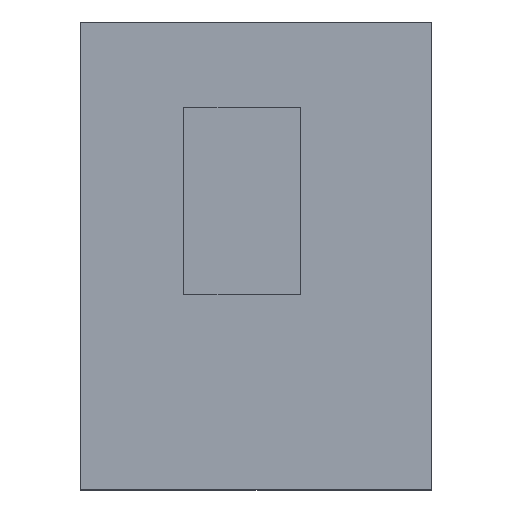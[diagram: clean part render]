
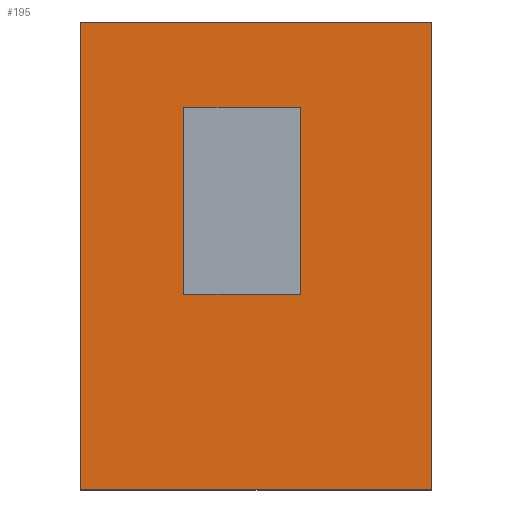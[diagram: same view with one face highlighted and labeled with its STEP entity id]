
A CAD part, top view. The second image highlights one B-rep face of the part: STEP entity #195.
In plain terms, the highlighted planar face has unit normal (0, 0, 1).
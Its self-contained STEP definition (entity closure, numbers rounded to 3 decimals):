
#15=FACE_BOUND('',#37,.T.);
#25=FACE_OUTER_BOUND('',#36,.T.);
#36=EDGE_LOOP('',(#163,#164,#165,#166));
#37=EDGE_LOOP('',(#167,#168,#169,#170));
#39=LINE('',#274,#63);
#43=LINE('',#282,#67);
#46=LINE('',#288,#70);
#49=LINE('',#293,#73);
#53=LINE('',#303,#77);
#56=LINE('',#309,#80);
#59=LINE('',#315,#83);
#62=LINE('',#319,#86);
#63=VECTOR('',#226,10.);
#67=VECTOR('',#232,10.);
#70=VECTOR('',#237,10.);
#73=VECTOR('',#242,10.);
#77=VECTOR('',#250,10.);
#80=VECTOR('',#255,10.);
#83=VECTOR('',#260,10.);
#86=VECTOR('',#265,10.);
#87=VERTEX_POINT('',#272);
#88=VERTEX_POINT('',#273);
#91=VERTEX_POINT('',#281);
#93=VERTEX_POINT('',#287);
#97=VERTEX_POINT('',#300);
#98=VERTEX_POINT('',#302);
#100=VERTEX_POINT('',#308);
#102=VERTEX_POINT('',#314);
#103=EDGE_CURVE('',#87,#88,#39,.T.);
#107=EDGE_CURVE('',#91,#87,#43,.T.);
#110=EDGE_CURVE('',#93,#91,#46,.T.);
#113=EDGE_CURVE('',#88,#93,#49,.T.);
#117=EDGE_CURVE('',#98,#97,#53,.T.);
#120=EDGE_CURVE('',#100,#98,#56,.T.);
#123=EDGE_CURVE('',#102,#100,#59,.T.);
#126=EDGE_CURVE('',#97,#102,#62,.T.);
#163=ORIENTED_EDGE('',*,*,#126,.T.);
#164=ORIENTED_EDGE('',*,*,#123,.T.);
#165=ORIENTED_EDGE('',*,*,#120,.T.);
#166=ORIENTED_EDGE('',*,*,#117,.T.);
#167=ORIENTED_EDGE('',*,*,#103,.T.);
#168=ORIENTED_EDGE('',*,*,#113,.T.);
#169=ORIENTED_EDGE('',*,*,#110,.T.);
#170=ORIENTED_EDGE('',*,*,#107,.T.);
#184=PLANE('',#220);
#195=ADVANCED_FACE('',(#25,#15),#184,.T.);
#220=AXIS2_PLACEMENT_3D('',#320,#266,#267);
#226=DIRECTION('',(0.,-1.,0.));
#232=DIRECTION('',(1.,0.,0.));
#237=DIRECTION('',(0.,1.,0.));
#242=DIRECTION('',(-1.,0.,0.));
#250=DIRECTION('',(1.,0.,0.));
#255=DIRECTION('',(0.,-1.,0.));
#260=DIRECTION('',(-1.,0.,0.));
#265=DIRECTION('',(0.,1.,0.));
#266=DIRECTION('center_axis',(0.,0.,1.));
#267=DIRECTION('ref_axis',(0.,-1.,0.));
#272=CARTESIAN_POINT('',(31.769,63.574,22.001));
#273=CARTESIAN_POINT('',(31.769,-16.426,22.001));
#274=CARTESIAN_POINT('',(31.769,31.787,22.001));
#281=CARTESIAN_POINT('',(-18.231,63.574,22.001));
#282=CARTESIAN_POINT('',(-2.782,63.574,22.001));
#287=CARTESIAN_POINT('',(-18.231,-16.426,22.001));
#288=CARTESIAN_POINT('',(-18.231,-8.213,22.001));
#293=CARTESIAN_POINT('',(22.218,-16.426,22.001));
#300=CARTESIAN_POINT('',(87.666,-100.,22.001));
#302=CARTESIAN_POINT('',(-62.334,-100.,22.001));
#303=CARTESIAN_POINT('',(-62.334,-100.,22.001));
#308=CARTESIAN_POINT('',(-62.334,100.,22.001));
#309=CARTESIAN_POINT('',(-62.334,100.,22.001));
#314=CARTESIAN_POINT('',(87.666,100.,22.001));
#315=CARTESIAN_POINT('',(87.666,100.,22.001));
#319=CARTESIAN_POINT('',(87.666,-100.,22.001));
#320=CARTESIAN_POINT('Origin',(12.666,0.,22.001));
